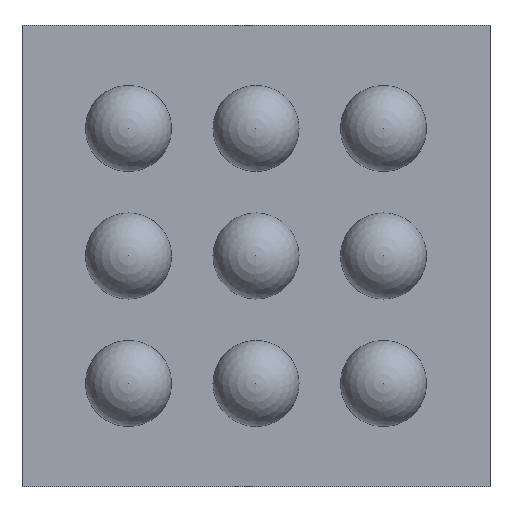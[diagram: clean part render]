
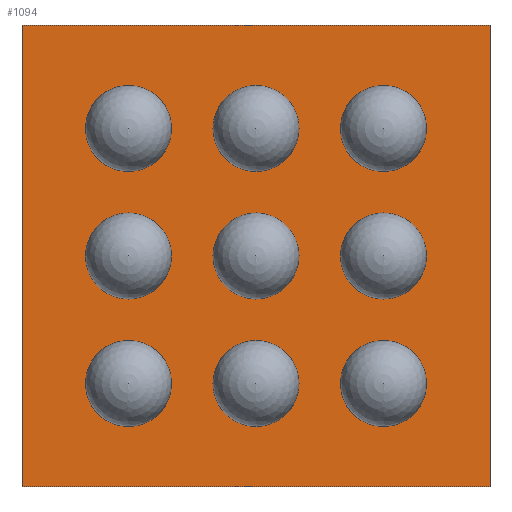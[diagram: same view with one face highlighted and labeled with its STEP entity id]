
A CAD part, front view. The second image highlights one B-rep face of the part: STEP entity #1094.
In plain terms, the highlighted planar face has unit normal (0, -1, 0).
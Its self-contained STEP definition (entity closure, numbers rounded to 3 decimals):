
#38 = EDGE_CURVE ( 'NONE', #109, #1894, #951, .T. ) ;
#109 = VERTEX_POINT ( 'NONE', #1785 ) ;
#115 = CARTESIAN_POINT ( 'NONE',  ( 0.734, 0.22, -0.724 ) ) ;
#132 = LINE ( 'NONE', #1269, #1723 ) ;
#217 = EDGE_CURVE ( 'NONE', #242, #109, #132, .T. ) ;
#242 = VERTEX_POINT ( 'NONE', #1742 ) ;
#283 = DIRECTION ( 'NONE',  ( 0., -1., 0. ) ) ;
#312 = AXIS2_PLACEMENT_3D ( 'NONE', #894, #283, #1032 ) ;
#468 = CARTESIAN_POINT ( 'NONE',  ( -0.734, 0.22, -0.724 ) ) ;
#571 = EDGE_CURVE ( 'NONE', #1122, #242, #1766, .T. ) ;
#609 = LINE ( 'NONE', #842, #1375 ) ;
#718 = DIRECTION ( 'NONE',  ( 1., 0., 0. ) ) ;
#746 = PLANE ( 'NONE',  #312 ) ;
#780 = DIRECTION ( 'NONE',  ( -1., 0., 0. ) ) ;
#842 = CARTESIAN_POINT ( 'NONE',  ( 0.734, 0.22, 0.724 ) ) ;
#891 = CARTESIAN_POINT ( 'NONE',  ( -0.734, 0.22, 0.724 ) ) ;
#894 = CARTESIAN_POINT ( 'NONE',  ( 0., 0.22, 0. ) ) ;
#951 = LINE ( 'NONE', #891, #1860 ) ;
#958 = CARTESIAN_POINT ( 'NONE',  ( 0.734, 0.22, 0.724 ) ) ;
#1032 = DIRECTION ( 'NONE',  ( 0., 0., -1. ) ) ;
#1041 = VECTOR ( 'NONE', #780, 1000. ) ;
#1081 = ORIENTED_EDGE ( 'NONE', *, *, #38, .F. ) ;
#1094 = ADVANCED_FACE ( 'NONE', ( #1137 ), #746, .T. ) ;
#1122 = VERTEX_POINT ( 'NONE', #115 ) ;
#1137 = FACE_OUTER_BOUND ( 'NONE', #1390, .T. ) ;
#1269 = CARTESIAN_POINT ( 'NONE',  ( -0.734, 0.22, 0.724 ) ) ;
#1275 = DIRECTION ( 'NONE',  ( 0., 0., -1. ) ) ;
#1285 = DIRECTION ( 'NONE',  ( 0., 0., 1. ) ) ;
#1339 = ORIENTED_EDGE ( 'NONE', *, *, #571, .F. ) ;
#1375 = VECTOR ( 'NONE', #1275, 1000. ) ;
#1390 = EDGE_LOOP ( 'NONE', ( #1756, #1081, #1988, #1339 ) ) ;
#1436 = EDGE_CURVE ( 'NONE', #1894, #1122, #609, .T. ) ;
#1723 = VECTOR ( 'NONE', #1285, 1000. ) ;
#1742 = CARTESIAN_POINT ( 'NONE',  ( -0.734, 0.22, -0.724 ) ) ;
#1756 = ORIENTED_EDGE ( 'NONE', *, *, #1436, .F. ) ;
#1766 = LINE ( 'NONE', #468, #1041 ) ;
#1785 = CARTESIAN_POINT ( 'NONE',  ( -0.734, 0.22, 0.724 ) ) ;
#1860 = VECTOR ( 'NONE', #718, 1000. ) ;
#1894 = VERTEX_POINT ( 'NONE', #958 ) ;
#1988 = ORIENTED_EDGE ( 'NONE', *, *, #217, .F. ) ;
